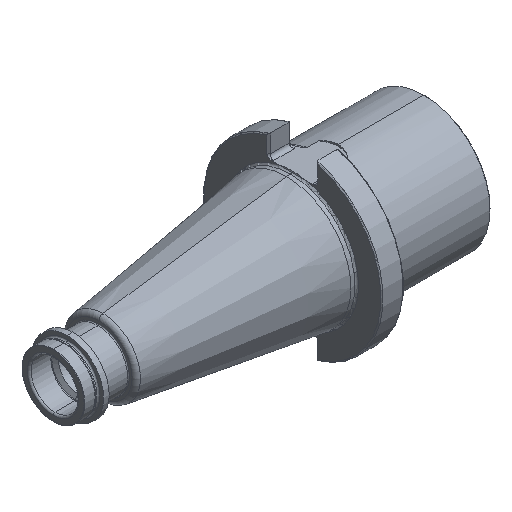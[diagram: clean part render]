
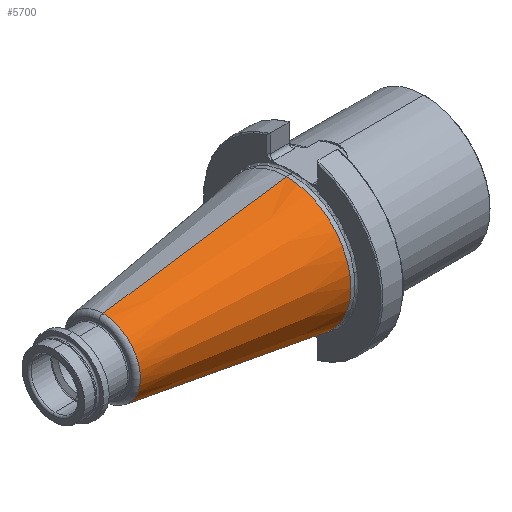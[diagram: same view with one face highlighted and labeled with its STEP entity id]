
A CAD part, isometric view. The second image highlights one B-rep face of the part: STEP entity #5700.
In plain terms, the highlighted conical face has half-angle 8.297 degrees and reference radius 34.925 mm.
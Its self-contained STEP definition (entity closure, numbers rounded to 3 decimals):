
#63 = CARTESIAN_POINT ( 'NONE',  ( 0., 0., 34.925 ) ) ;
#207 = DIRECTION ( 'NONE',  ( 0.99, 0., -0.144 ) ) ;
#265 = VERTEX_POINT ( 'NONE', #2136 ) ;
#325 = VECTOR ( 'NONE', #3163, 1000. ) ;
#429 = VERTEX_POINT ( 'NONE', #2261 ) ;
#446 = DIRECTION ( 'NONE',  ( -1., 0., 0. ) ) ;
#481 = VERTEX_POINT ( 'NONE', #2293 ) ;
#531 = EDGE_CURVE ( 'NONE', #1123, #265, #5493, .T. ) ;
#734 = CARTESIAN_POINT ( 'NONE',  ( 0., 0., 0. ) ) ;
#957 = FACE_OUTER_BOUND ( 'NONE', #4033, .T. ) ;
#1002 = ORIENTED_EDGE ( 'NONE', *, *, #1923, .T. ) ;
#1123 = VERTEX_POINT ( 'NONE', #2714 ) ;
#1181 = DIRECTION ( 'NONE',  ( 0., 0., 1. ) ) ;
#1818 = AXIS2_PLACEMENT_3D ( 'NONE', #734, #3828, #1181 ) ;
#1819 = DIRECTION ( 'NONE',  ( 1., 0., 0. ) ) ;
#1923 = EDGE_CURVE ( 'NONE', #481, #429, #4921, .T. ) ;
#2136 = CARTESIAN_POINT ( 'NONE',  ( -99.761, 0., 20.377 ) ) ;
#2230 = ORIENTED_EDGE ( 'NONE', *, *, #4102, .T. ) ;
#2259 = CARTESIAN_POINT ( 'NONE',  ( 0., 0., 0. ) ) ;
#2261 = CARTESIAN_POINT ( 'NONE',  ( 0., 0., 34.925 ) ) ;
#2293 = CARTESIAN_POINT ( 'NONE',  ( 0., 0., -34.925 ) ) ;
#2652 = AXIS2_PLACEMENT_3D ( 'NONE', #3099, #446, #3540 ) ;
#2714 = CARTESIAN_POINT ( 'NONE',  ( -99.761, 0., -20.377 ) ) ;
#3099 = CARTESIAN_POINT ( 'NONE',  ( -99.761, 0., 0. ) ) ;
#3139 = VECTOR ( 'NONE', #207, 1000. ) ;
#3163 = DIRECTION ( 'NONE',  ( 0.99, 0., 0.144 ) ) ;
#3188 = CONICAL_SURFACE ( 'NONE', #4360, 34.925, 0.145 ) ;
#3370 = ORIENTED_EDGE ( 'NONE', *, *, #531, .F. ) ;
#3540 = DIRECTION ( 'NONE',  ( 0., 0., 1. ) ) ;
#3828 = DIRECTION ( 'NONE',  ( -1., 0., 0. ) ) ;
#3934 = EDGE_CURVE ( 'NONE', #265, #429, #4994, .T. ) ;
#4033 = EDGE_LOOP ( 'NONE', ( #4526, #3370, #2230, #1002 ) ) ;
#4102 = EDGE_CURVE ( 'NONE', #1123, #481, #5355, .T. ) ;
#4360 = AXIS2_PLACEMENT_3D ( 'NONE', #2259, #1819, #4876 ) ;
#4526 = ORIENTED_EDGE ( 'NONE', *, *, #3934, .F. ) ;
#4594 = CARTESIAN_POINT ( 'NONE',  ( 0., 0., -34.925 ) ) ;
#4876 = DIRECTION ( 'NONE',  ( 0., 0., -1. ) ) ;
#4921 = CIRCLE ( 'NONE', #1818, 34.925 ) ;
#4994 = LINE ( 'NONE', #63, #325 ) ;
#5355 = LINE ( 'NONE', #4594, #3139 ) ;
#5493 = CIRCLE ( 'NONE', #2652, 20.377 ) ;
#5700 = ADVANCED_FACE ( 'NONE', ( #957 ), #3188, .T. ) ;
